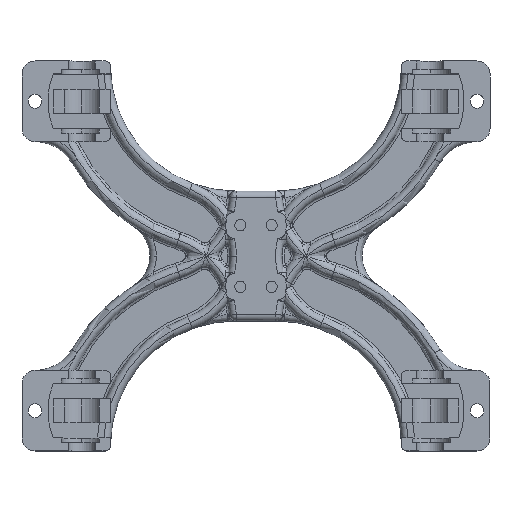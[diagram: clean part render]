
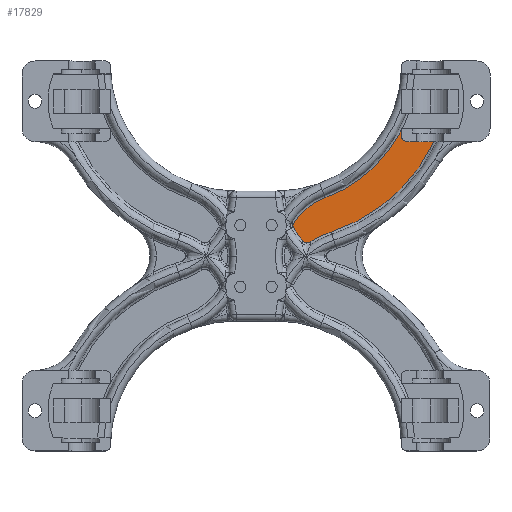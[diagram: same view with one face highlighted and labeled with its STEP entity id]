
A CAD part, top view. The second image highlights one B-rep face of the part: STEP entity #17829.
In plain terms, the highlighted planar face has unit normal (0, 0, 1).
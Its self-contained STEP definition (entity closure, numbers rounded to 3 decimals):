
#767 = EDGE_CURVE ( 'NONE', #18274, #18275, #17275, .T. ) ;
#768 = EDGE_CURVE ( 'NONE', #18274, #18242, #17276, .T. ) ;
#769 = EDGE_CURVE ( 'NONE', #18242, #18286, #4914, .T. ) ;
#770 = EDGE_CURVE ( 'NONE', #18390, #18286, #17277, .T. ) ;
#771 = EDGE_CURVE ( 'NONE', #18390, #18249, #4911, .T. ) ;
#772 = EDGE_CURVE ( 'NONE', #18249, #18289, #4915, .T. ) ;
#773 = EDGE_CURVE ( 'NONE', #18241, #18289, #4913, .T. ) ;
#774 = EDGE_CURVE ( 'NONE', #18241, #18291, #4916, .T. ) ;
#775 = EDGE_CURVE ( 'NONE', #18279, #18291, #4918, .T. ) ;
#776 = EDGE_CURVE ( 'NONE', #18279, #18294, #4919, .T. ) ;
#777 = EDGE_CURVE ( 'NONE', #18294, #18295, #4921, .T. ) ;
#778 = EDGE_CURVE ( 'NONE', #18295, #18275, #17278, .T. ) ;
#1132 = ORIENTED_EDGE ( 'NONE', *, *, #767, .F. ) ;
#1133 = ORIENTED_EDGE ( 'NONE', *, *, #768, .T. ) ;
#1134 = ORIENTED_EDGE ( 'NONE', *, *, #769, .T. ) ;
#1135 = ORIENTED_EDGE ( 'NONE', *, *, #770, .F. ) ;
#1136 = ORIENTED_EDGE ( 'NONE', *, *, #771, .T. ) ;
#1137 = ORIENTED_EDGE ( 'NONE', *, *, #772, .T. ) ;
#1138 = ORIENTED_EDGE ( 'NONE', *, *, #773, .F. ) ;
#1139 = ORIENTED_EDGE ( 'NONE', *, *, #774, .T. ) ;
#1140 = ORIENTED_EDGE ( 'NONE', *, *, #775, .F. ) ;
#1141 = ORIENTED_EDGE ( 'NONE', *, *, #776, .T. ) ;
#1142 = ORIENTED_EDGE ( 'NONE', *, *, #777, .T. ) ;
#1143 = ORIENTED_EDGE ( 'NONE', *, *, #778, .T. ) ;
#1634 = AXIS2_PLACEMENT_3D ( 'NONE', #5514, #5515, #5516 ) ;
#1635 = AXIS2_PLACEMENT_3D ( 'NONE', #5529, #5530, #5531 ) ;
#1636 = AXIS2_PLACEMENT_3D ( 'NONE', #5534, #5535, #5536 ) ;
#1637 = AXIS2_PLACEMENT_3D ( 'NONE', #5537, #5538, #5539 ) ;
#1638 = AXIS2_PLACEMENT_3D ( 'NONE', #5542, #5543, #5544 ) ;
#1639 = AXIS2_PLACEMENT_3D ( 'NONE', #5547, #5548, #5549 ) ;
#3083 = EDGE_LOOP ( 'NONE', ( #1132, #1133, #1134, #1135, #1136, #1137, #1138, #1139, #1140, #1141, #1142, #1143 ) ) ;
#4911 = CIRCLE ( 'NONE', #1635, 36.016 ) ;
#4913 = LINE ( 'NONE', #5527, #4917 ) ;
#4914 = CIRCLE ( 'NONE', #1634, 29.251 ) ;
#4915 = CIRCLE ( 'NONE', #1636, 67.118 ) ;
#4916 = CIRCLE ( 'NONE', #1637, 2. ) ;
#4917 = VECTOR ( 'NONE', #5528, 1000. ) ;
#4918 = LINE ( 'NONE', #5532, #4920 ) ;
#4919 = CIRCLE ( 'NONE', #1638, 53.882 ) ;
#4920 = VECTOR ( 'NONE', #5533, 1000. ) ;
#4921 = CIRCLE ( 'NONE', #1639, 23.863 ) ;
#5499 = CARTESIAN_POINT ( 'NONE',  ( 14.15, 11.662, 3. ) ) ;
#5500 = CARTESIAN_POINT ( 'NONE',  ( 14.303, 11.274, 3. ) ) ;
#5504 = CARTESIAN_POINT ( 'NONE',  ( 14.187, 11.501, 3. ) ) ;
#5505 = CARTESIAN_POINT ( 'NONE',  ( 14.261, 11.356, 3. ) ) ;
#5506 = CARTESIAN_POINT ( 'NONE',  ( 14.16, 11.988, 3. ) ) ;
#5507 = CARTESIAN_POINT ( 'NONE',  ( 14.206, 12.146, 3. ) ) ;
#5508 = CARTESIAN_POINT ( 'NONE',  ( 14.289, 12.287, 3. ) ) ;
#5509 = CARTESIAN_POINT ( 'NONE',  ( 14.261, 11.356, 3. ) ) ;
#5510 = CARTESIAN_POINT ( 'NONE',  ( 14.346, 11.192, 3. ) ) ;
#5511 = CARTESIAN_POINT ( 'NONE',  ( 14.39, 11.111, 3. ) ) ;
#5512 = CARTESIAN_POINT ( 'NONE',  ( 20.487, 5.187, 3. ) ) ;
#5513 = CARTESIAN_POINT ( 'NONE',  ( 20.272, 5.095, 3. ) ) ;
#5514 = CARTESIAN_POINT ( 'NONE',  ( 40.134, 25., 3. ) ) ;
#5515 = DIRECTION ( 'NONE',  ( 0., 0., 1. ) ) ;
#5516 = DIRECTION ( 'NONE',  ( 1., 0., 0. ) ) ;
#5517 = CARTESIAN_POINT ( 'NONE',  ( 20.682, 5.311, 3. ) ) ;
#5518 = CARTESIAN_POINT ( 'NONE',  ( 19.94, 5.018, 3. ) ) ;
#5519 = CARTESIAN_POINT ( 'NONE',  ( 19.827, 5.002, 3. ) ) ;
#5520 = CARTESIAN_POINT ( 'NONE',  ( 19.598, 4.991, 3. ) ) ;
#5521 = CARTESIAN_POINT ( 'NONE',  ( 19.482, 4.997, 3. ) ) ;
#5522 = CARTESIAN_POINT ( 'NONE',  ( 19.144, 5.044, 3. ) ) ;
#5523 = CARTESIAN_POINT ( 'NONE',  ( 18.921, 5.119, 3. ) ) ;
#5524 = CARTESIAN_POINT ( 'NONE',  ( 18.522, 5.34, 3. ) ) ;
#5525 = CARTESIAN_POINT ( 'NONE',  ( 18.341, 5.487, 3. ) ) ;
#5526 = CARTESIAN_POINT ( 'NONE',  ( 18.188, 5.66, 3. ) ) ;
#5527 = CARTESIAN_POINT ( 'NONE',  ( 78., 44., 3. ) ) ;
#5528 = DIRECTION ( 'NONE',  ( 1., 0., 0. ) ) ;
#5529 = CARTESIAN_POINT ( 'NONE',  ( 40.134, -25., 3. ) ) ;
#5530 = DIRECTION ( 'NONE',  ( 0., 0., -1. ) ) ;
#5531 = DIRECTION ( 'NONE',  ( 1., 0., 0. ) ) ;
#5532 = CARTESIAN_POINT ( 'NONE',  ( 56., 44., 3. ) ) ;
#5533 = DIRECTION ( 'NONE',  ( 0., -1., 0. ) ) ;
#5534 = CARTESIAN_POINT ( 'NONE',  ( 8., 73., 3. ) ) ;
#5535 = DIRECTION ( 'NONE',  ( 0., 0., 1. ) ) ;
#5536 = DIRECTION ( 'NONE',  ( 1., 0., 0. ) ) ;
#5537 = CARTESIAN_POINT ( 'NONE',  ( 58., 46., 3. ) ) ;
#5538 = DIRECTION ( 'NONE',  ( 0., 0., -1. ) ) ;
#5539 = DIRECTION ( 'NONE',  ( 1., 0., 0. ) ) ;
#5542 = CARTESIAN_POINT ( 'NONE',  ( 8., 73., 3. ) ) ;
#5543 = DIRECTION ( 'NONE',  ( 0., 0., -1. ) ) ;
#5544 = DIRECTION ( 'NONE',  ( 1., 0., 0. ) ) ;
#5545 = CARTESIAN_POINT ( 'NONE',  ( 14.367, 12.416, 3. ) ) ;
#5546 = CARTESIAN_POINT ( 'NONE',  ( 14.341, 12.373, 3. ) ) ;
#5547 = CARTESIAN_POINT ( 'NONE',  ( 34.745, 0., 3. ) ) ;
#5548 = DIRECTION ( 'NONE',  ( 0., 0., 1. ) ) ;
#5549 = DIRECTION ( 'NONE',  ( 1., 0., 0. ) ) ;
#5551 = CARTESIAN_POINT ( 'NONE',  ( 14.315, 12.33, 3. ) ) ;
#5552 = CARTESIAN_POINT ( 'NONE',  ( 14.289, 12.287, 3. ) ) ;
#9472 = FACE_OUTER_BOUND ( 'NONE', #3083, .T. ) ;
#12639 = AXIS2_PLACEMENT_3D ( 'NONE', #13661, #13669, #13670 ) ;
#13661 = CARTESIAN_POINT ( 'NONE',  ( 8., 73., 3. ) ) ;
#13666 = PLANE ( 'NONE',  #12639 ) ;
#13669 = DIRECTION ( 'NONE',  ( 0., 0., 1. ) ) ;
#13670 = DIRECTION ( 'NONE',  ( 1., 0., 0. ) ) ;
#14147 = CARTESIAN_POINT ( 'NONE',  ( 58., 44., 3. ) ) ;
#14148 = CARTESIAN_POINT ( 'NONE',  ( 14.39, 11.111, 3. ) ) ;
#14155 = CARTESIAN_POINT ( 'NONE',  ( 28.912, 9.223, 3. ) ) ;
#14180 = CARTESIAN_POINT ( 'NONE',  ( 14.261, 11.356, 3. ) ) ;
#14181 = CARTESIAN_POINT ( 'NONE',  ( 14.289, 12.287, 3. ) ) ;
#14185 = CARTESIAN_POINT ( 'NONE',  ( 56., 48.519, 3. ) ) ;
#14192 = CARTESIAN_POINT ( 'NONE',  ( 18.188, 5.66, 3. ) ) ;
#14195 = CARTESIAN_POINT ( 'NONE',  ( 68.529, 44., 3. ) ) ;
#14197 = CARTESIAN_POINT ( 'NONE',  ( 56., 46., 3. ) ) ;
#14200 = CARTESIAN_POINT ( 'NONE',  ( 26.536, 22.406, 3. ) ) ;
#14201 = CARTESIAN_POINT ( 'NONE',  ( 14.367, 12.416, 3. ) ) ;
#14296 = CARTESIAN_POINT ( 'NONE',  ( 20.682, 5.311, 3. ) ) ;
#17275 = B_SPLINE_CURVE_WITH_KNOTS ( 'NONE', 3,
 ( #5505, #5504, #5499, #5506, #5507, #5508 ),
 .UNSPECIFIED., .F., .F.,
 ( 4, 2, 4 ),
 ( 0., 0., 0.001 ),
 .UNSPECIFIED. ) ;
#17276 = B_SPLINE_CURVE_WITH_KNOTS ( 'NONE', 3,
 ( #5509, #5500, #5510, #5511 ),
 .UNSPECIFIED., .F., .F.,
 ( 4, 4 ),
 ( 0.001, 0.001 ),
 .UNSPECIFIED. ) ;
#17277 = B_SPLINE_CURVE_WITH_KNOTS ( 'NONE', 3,
 ( #5517, #5512, #5513, #5518, #5519, #5520, #5521, #5522, #5523, #5524, #5525, #5526 ),
 .UNSPECIFIED., .F., .F.,
 ( 4, 2, 2, 2, 2, 4 ),
 ( 0., 0.001, 0.001, 0.001, 0.002, 0.003 ),
 .UNSPECIFIED. ) ;
#17278 = B_SPLINE_CURVE_WITH_KNOTS ( 'NONE', 3,
 ( #5545, #5546, #5551, #5552 ),
 .UNSPECIFIED., .F., .F.,
 ( 4, 4 ),
 ( 0., 0. ),
 .UNSPECIFIED. ) ;
#17829 = ADVANCED_FACE ( 'NONE', ( #9472 ), #13666, .T. ) ;
#18241 = VERTEX_POINT ( 'NONE', #14147 ) ;
#18242 = VERTEX_POINT ( 'NONE', #14148 ) ;
#18249 = VERTEX_POINT ( 'NONE', #14155 ) ;
#18274 = VERTEX_POINT ( 'NONE', #14180 ) ;
#18275 = VERTEX_POINT ( 'NONE', #14181 ) ;
#18279 = VERTEX_POINT ( 'NONE', #14185 ) ;
#18286 = VERTEX_POINT ( 'NONE', #14192 ) ;
#18289 = VERTEX_POINT ( 'NONE', #14195 ) ;
#18291 = VERTEX_POINT ( 'NONE', #14197 ) ;
#18294 = VERTEX_POINT ( 'NONE', #14200 ) ;
#18295 = VERTEX_POINT ( 'NONE', #14201 ) ;
#18390 = VERTEX_POINT ( 'NONE', #14296 ) ;
